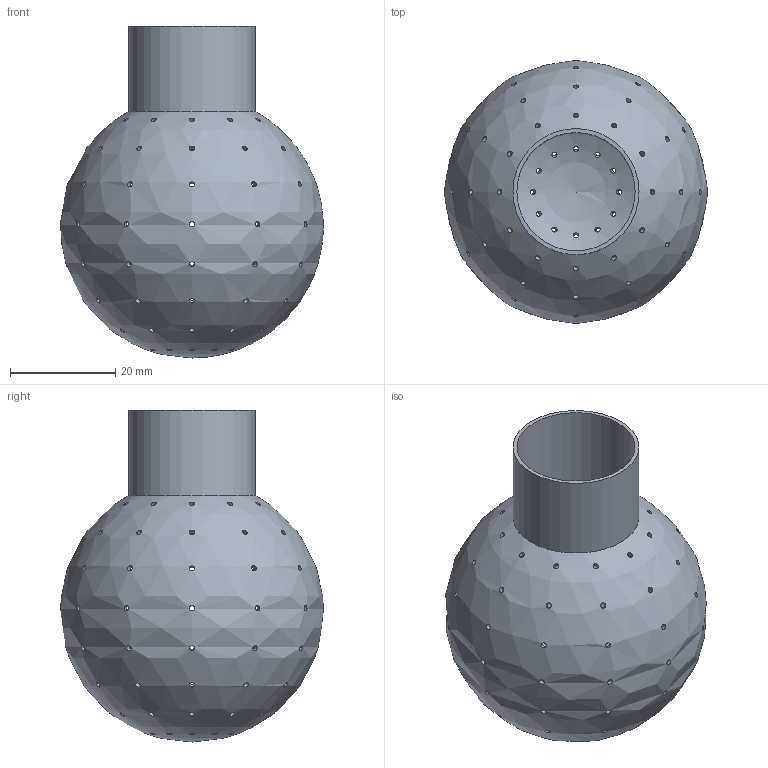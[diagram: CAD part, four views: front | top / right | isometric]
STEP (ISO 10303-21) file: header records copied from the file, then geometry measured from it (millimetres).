
FILE_DESCRIPTION(/* description */ ('5319 Mycí hlavice '),/* implementation_level */ '2;1');
FILE_NAME(/* name */ '27010050000.stp',/* time_stamp */ '2016-01-12T08:38:08+01:00',/* author */ ('Struska'),/* organization */ ('Bupospol'),/* preprocessor_version */ 'ST-DEVELOPER v15.6',/* originating_system */ 'Autodesk Inventor 2015',/* authorisation */ '');
FILE_SCHEMA (('CONFIG_CONTROL_DESIGN'));
Length unit declared in the file: millimetre
Products named in the file (1): 27010050000
Bounding box: 50 x 50 x 63.2 mm (x, y, z)
Volume: 7927.9 mm3; surface area: 16821.9 mm2
Topology: 1 solids, 1 shells, 101 faces, 330 edges, 214 vertices
Faces by surface type: cylinder 98, sphere 2, plane 1
Full cylindrical faces by diameter (mm): 1 x96, 22.5 x1, 24 x1
Entity records: 3483 total; most frequent: DIRECTION 596, CARTESIAN_POINT 494, EDGE_LOOP 392, ORIENTED_EDGE 392, AXIS2_PLACEMENT_3D 298, FACE_BOUND 291, CIRCLE 196, VERTEX_POINT 196
